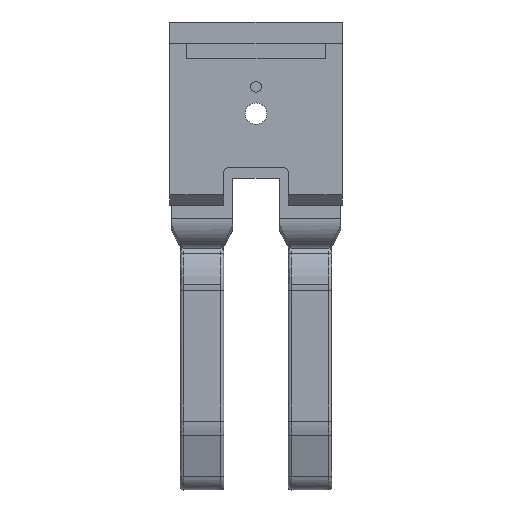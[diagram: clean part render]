
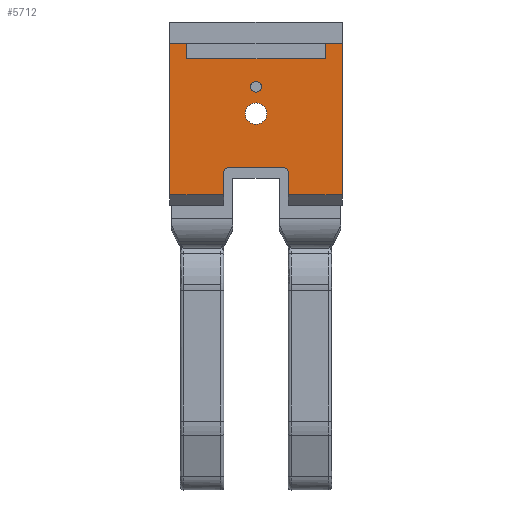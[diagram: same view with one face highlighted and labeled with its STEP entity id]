
A CAD part, top view. The second image highlights one B-rep face of the part: STEP entity #5712.
In plain terms, the highlighted planar face has unit normal (0, 0, 1).
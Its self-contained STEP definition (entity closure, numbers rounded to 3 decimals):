
#9 = CARTESIAN_POINT ( 'NONE',  ( 5.7, 10.006, 0.664 ) ) ;
#43 = LINE ( 'NONE', #9, #3234 ) ;
#81 = VERTEX_POINT ( 'NONE', #7330 ) ;
#147 = CARTESIAN_POINT ( 'NONE',  ( 6.5, 3.706, 0.664 ) ) ;
#206 = ORIENTED_EDGE ( 'NONE', *, *, #1098, .F. ) ;
#223 = LINE ( 'NONE', #147, #4818 ) ;
#272 = CARTESIAN_POINT ( 'NONE',  ( 6.5, 10.706, 0.664 ) ) ;
#302 = FACE_BOUND ( 'NONE', #7154, .T. ) ;
#433 = LINE ( 'NONE', #272, #3414 ) ;
#589 = CARTESIAN_POINT ( 'NONE',  ( 2.5, 8.706, 0.664 ) ) ;
#634 = VERTEX_POINT ( 'NONE', #7234 ) ;
#668 = DIRECTION ( 'NONE',  ( -1., 0., 0. ) ) ;
#719 = CIRCLE ( 'NONE', #1073, 0.25 ) ;
#741 = VERTEX_POINT ( 'NONE', #7343 ) ;
#785 = LINE ( 'NONE', #5099, #2569 ) ;
#881 = DIRECTION ( 'NONE',  ( -1., 0., 0. ) ) ;
#895 = CARTESIAN_POINT ( 'NONE',  ( 5.7, 10.006, 0.664 ) ) ;
#919 = CARTESIAN_POINT ( 'NONE',  ( 1.25, 4.706, 0.664 ) ) ;
#956 = ORIENTED_EDGE ( 'NONE', *, *, #6374, .F. ) ;
#987 = DIRECTION ( 'NONE',  ( -1., 0., 0. ) ) ;
#1073 = AXIS2_PLACEMENT_3D ( 'NONE', #6768, #3110, #7374 ) ;
#1098 = EDGE_CURVE ( 'NONE', #1330, #1296, #4059, .T. ) ;
#1123 = ORIENTED_EDGE ( 'NONE', *, *, #3948, .F. ) ;
#1206 = DIRECTION ( 'NONE',  ( 1., 0., 0. ) ) ;
#1220 = AXIS2_PLACEMENT_3D ( 'NONE', #919, #5133, #1524 ) ;
#1261 = EDGE_CURVE ( 'NONE', #3842, #7093, #785, .T. ) ;
#1296 = VERTEX_POINT ( 'NONE', #7565 ) ;
#1300 = DIRECTION ( 'NONE',  ( 0., -1., 0. ) ) ;
#1330 = VERTEX_POINT ( 'NONE', #3938 ) ;
#1387 = EDGE_CURVE ( 'NONE', #6886, #6255, #223, .T. ) ;
#1417 = VERTEX_POINT ( 'NONE', #4393 ) ;
#1438 = ORIENTED_EDGE ( 'NONE', *, *, #2953, .T. ) ;
#1439 = AXIS2_PLACEMENT_3D ( 'NONE', #5981, #2328, #6573 ) ;
#1450 = AXIS2_PLACEMENT_3D ( 'NONE', #2607, #6853, #3200 ) ;
#1486 = DIRECTION ( 'NONE',  ( -1., 0., 0. ) ) ;
#1497 = VERTEX_POINT ( 'NONE', #895 ) ;
#1513 = EDGE_CURVE ( 'NONE', #2727, #3842, #5707, .T. ) ;
#1524 = DIRECTION ( 'NONE',  ( 1., 0., 0. ) ) ;
#1545 = CARTESIAN_POINT ( 'NONE',  ( 6.5, 3.706, 0.664 ) ) ;
#1692 = FACE_OUTER_BOUND ( 'NONE', #4020, .T. ) ;
#1724 = DIRECTION ( 'NONE',  ( 0., -1., 0. ) ) ;
#1879 = LINE ( 'NONE', #4082, #3646 ) ;
#1992 = DIRECTION ( 'NONE',  ( 0., 0., 1. ) ) ;
#2002 = EDGE_CURVE ( 'NONE', #5560, #634, #433, .T. ) ;
#2057 = ORIENTED_EDGE ( 'NONE', *, *, #1387, .F. ) ;
#2066 = CIRCLE ( 'NONE', #1220, 0.25 ) ;
#2117 = VECTOR ( 'NONE', #6920, 1000. ) ;
#2130 = VERTEX_POINT ( 'NONE', #5874 ) ;
#2137 = DIRECTION ( 'NONE',  ( 0., -1., 0. ) ) ;
#2279 = DIRECTION ( 'NONE',  ( 0., 0., -1. ) ) ;
#2328 = DIRECTION ( 'NONE',  ( 0., 0., 1. ) ) ;
#2433 = CARTESIAN_POINT ( 'NONE',  ( 6.5, 3.706, 0.664 ) ) ;
#2569 = VECTOR ( 'NONE', #1486, 1000. ) ;
#2589 = CARTESIAN_POINT ( 'NONE',  ( 2.25, 8.706, 0.664 ) ) ;
#2607 = CARTESIAN_POINT ( 'NONE',  ( 2.5, 7.456, 0.664 ) ) ;
#2630 = ORIENTED_EDGE ( 'NONE', *, *, #7717, .F. ) ;
#2696 = VECTOR ( 'NONE', #668, 1000. ) ;
#2698 = DIRECTION ( 'NONE',  ( 0., -1., 0. ) ) ;
#2704 = EDGE_CURVE ( 'NONE', #7619, #7306, #719, .T. ) ;
#2708 = VECTOR ( 'NONE', #2137, 1000. ) ;
#2727 = VERTEX_POINT ( 'NONE', #5575 ) ;
#2842 = EDGE_CURVE ( 'NONE', #741, #1497, #43, .T. ) ;
#2953 = EDGE_CURVE ( 'NONE', #4143, #1417, #7526, .T. ) ;
#2974 = DIRECTION ( 'NONE',  ( 0., 1., 0. ) ) ;
#3110 = DIRECTION ( 'NONE',  ( 0., 0., 1. ) ) ;
#3135 = CARTESIAN_POINT ( 'NONE',  ( 1., 3.706, 0.664 ) ) ;
#3200 = DIRECTION ( 'NONE',  ( 1., 0., 0. ) ) ;
#3234 = VECTOR ( 'NONE', #4227, 1000. ) ;
#3250 = ORIENTED_EDGE ( 'NONE', *, *, #2842, .F. ) ;
#3374 = CARTESIAN_POINT ( 'NONE',  ( 3.75, 4.956, 0.664 ) ) ;
#3414 = VECTOR ( 'NONE', #881, 1000. ) ;
#3440 = PLANE ( 'NONE',  #3812 ) ;
#3646 = VECTOR ( 'NONE', #1724, 1000. ) ;
#3689 = EDGE_CURVE ( 'NONE', #7306, #7619, #5825, .T. ) ;
#3748 = ORIENTED_EDGE ( 'NONE', *, *, #6027, .T. ) ;
#3812 = AXIS2_PLACEMENT_3D ( 'NONE', #5929, #2279, #6530 ) ;
#3842 = VERTEX_POINT ( 'NONE', #3135 ) ;
#3870 = ORIENTED_EDGE ( 'NONE', *, *, #1513, .F. ) ;
#3890 = LINE ( 'NONE', #5713, #2117 ) ;
#3899 = CARTESIAN_POINT ( 'NONE',  ( -1.5, 3.706, 0.664 ) ) ;
#3938 = CARTESIAN_POINT ( 'NONE',  ( 2., 7.456, 0.664 ) ) ;
#3948 = EDGE_CURVE ( 'NONE', #6255, #2130, #3890, .T. ) ;
#4020 = EDGE_LOOP ( 'NONE', ( #3250, #956, #7641, #3748, #6921, #3870, #6881, #7145, #6748, #1123, #2057, #2630, #1438, #6135 ) ) ;
#4059 = CIRCLE ( 'NONE', #1450, 0.5 ) ;
#4082 = CARTESIAN_POINT ( 'NONE',  ( -1.5, 3.706, 0.664 ) ) ;
#4098 = VECTOR ( 'NONE', #987, 1000. ) ;
#4143 = VERTEX_POINT ( 'NONE', #6122 ) ;
#4227 = DIRECTION ( 'NONE',  ( 1., 0., 0. ) ) ;
#4393 = CARTESIAN_POINT ( 'NONE',  ( 5.7, 10.706, 0.664 ) ) ;
#4601 = VERTEX_POINT ( 'NONE', #3374 ) ;
#4694 = VECTOR ( 'NONE', #2974, 1000. ) ;
#4708 = CIRCLE ( 'NONE', #5339, 0.25 ) ;
#4805 = DIRECTION ( 'NONE',  ( 0., 0., 1. ) ) ;
#4818 = VECTOR ( 'NONE', #5602, 1000. ) ;
#4901 = FACE_BOUND ( 'NONE', #7395, .T. ) ;
#4904 = CARTESIAN_POINT ( 'NONE',  ( -0.7, 10.006, 0.664 ) ) ;
#5089 = LINE ( 'NONE', #4904, #5456 ) ;
#5099 = CARTESIAN_POINT ( 'NONE',  ( 6.5, 3.706, 0.664 ) ) ;
#5133 = DIRECTION ( 'NONE',  ( 0., 0., 1. ) ) ;
#5339 = AXIS2_PLACEMENT_3D ( 'NONE', #5624, #1992, #6226 ) ;
#5368 = CARTESIAN_POINT ( 'NONE',  ( 5.7, 10.006, 0.664 ) ) ;
#5407 = EDGE_CURVE ( 'NONE', #2130, #4601, #4708, .T. ) ;
#5440 = CARTESIAN_POINT ( 'NONE',  ( 2.75, 8.706, 0.664 ) ) ;
#5444 = ORIENTED_EDGE ( 'NONE', *, *, #2704, .F. ) ;
#5456 = VECTOR ( 'NONE', #1300, 1000. ) ;
#5560 = VERTEX_POINT ( 'NONE', #7567 ) ;
#5575 = CARTESIAN_POINT ( 'NONE',  ( 1., 4.706, 0.664 ) ) ;
#5602 = DIRECTION ( 'NONE',  ( -1., 0., 0. ) ) ;
#5624 = CARTESIAN_POINT ( 'NONE',  ( 3.75, 4.706, 0.664 ) ) ;
#5707 = LINE ( 'NONE', #5730, #7296 ) ;
#5712 = ADVANCED_FACE ( 'NONE', ( #302, #4901, #1692 ), #3440, .F. ) ;
#5713 = CARTESIAN_POINT ( 'NONE',  ( 4., 3.206, 0.664 ) ) ;
#5730 = CARTESIAN_POINT ( 'NONE',  ( 1., 3.206, 0.664 ) ) ;
#5756 = LINE ( 'NONE', #6978, #4098 ) ;
#5825 = CIRCLE ( 'NONE', #6549, 0.25 ) ;
#5874 = CARTESIAN_POINT ( 'NONE',  ( 4., 4.706, 0.664 ) ) ;
#5929 = CARTESIAN_POINT ( 'NONE',  ( 6.5, 3.706, 0.664 ) ) ;
#5940 = LINE ( 'NONE', #1545, #2708 ) ;
#5981 = CARTESIAN_POINT ( 'NONE',  ( 2.5, 7.456, 0.664 ) ) ;
#6027 = EDGE_CURVE ( 'NONE', #634, #7093, #1879, .T. ) ;
#6054 = ORIENTED_EDGE ( 'NONE', *, *, #7208, .F. ) ;
#6084 = EDGE_CURVE ( 'NONE', #1497, #1417, #6348, .T. ) ;
#6122 = CARTESIAN_POINT ( 'NONE',  ( 6.5, 10.706, 0.664 ) ) ;
#6135 = ORIENTED_EDGE ( 'NONE', *, *, #6084, .F. ) ;
#6226 = DIRECTION ( 'NONE',  ( 1., 0., 0. ) ) ;
#6239 = CARTESIAN_POINT ( 'NONE',  ( 4., 3.706, 0.664 ) ) ;
#6255 = VERTEX_POINT ( 'NONE', #6239 ) ;
#6344 = EDGE_CURVE ( 'NONE', #81, #2727, #2066, .T. ) ;
#6348 = LINE ( 'NONE', #5368, #4694 ) ;
#6374 = EDGE_CURVE ( 'NONE', #5560, #741, #5089, .T. ) ;
#6530 = DIRECTION ( 'NONE',  ( 0., 1., 0. ) ) ;
#6549 = AXIS2_PLACEMENT_3D ( 'NONE', #589, #4805, #1206 ) ;
#6573 = DIRECTION ( 'NONE',  ( 1., 0., 0. ) ) ;
#6686 = CIRCLE ( 'NONE', #1439, 0.5 ) ;
#6748 = ORIENTED_EDGE ( 'NONE', *, *, #5407, .F. ) ;
#6768 = CARTESIAN_POINT ( 'NONE',  ( 2.5, 8.706, 0.664 ) ) ;
#6853 = DIRECTION ( 'NONE',  ( 0., 0., 1. ) ) ;
#6881 = ORIENTED_EDGE ( 'NONE', *, *, #6344, .F. ) ;
#6886 = VERTEX_POINT ( 'NONE', #2433 ) ;
#6920 = DIRECTION ( 'NONE',  ( 0., 1., 0. ) ) ;
#6921 = ORIENTED_EDGE ( 'NONE', *, *, #1261, .F. ) ;
#6978 = CARTESIAN_POINT ( 'NONE',  ( 3.75, 4.956, 0.664 ) ) ;
#7093 = VERTEX_POINT ( 'NONE', #3899 ) ;
#7145 = ORIENTED_EDGE ( 'NONE', *, *, #7753, .F. ) ;
#7154 = EDGE_LOOP ( 'NONE', ( #7725, #5444 ) ) ;
#7208 = EDGE_CURVE ( 'NONE', #1296, #1330, #6686, .T. ) ;
#7234 = CARTESIAN_POINT ( 'NONE',  ( -1.5, 10.706, 0.664 ) ) ;
#7296 = VECTOR ( 'NONE', #2698, 1000. ) ;
#7306 = VERTEX_POINT ( 'NONE', #5440 ) ;
#7327 = CARTESIAN_POINT ( 'NONE',  ( 6.5, 10.706, 0.664 ) ) ;
#7330 = CARTESIAN_POINT ( 'NONE',  ( 1.25, 4.956, 0.664 ) ) ;
#7343 = CARTESIAN_POINT ( 'NONE',  ( -0.7, 10.006, 0.664 ) ) ;
#7374 = DIRECTION ( 'NONE',  ( 1., 0., 0. ) ) ;
#7395 = EDGE_LOOP ( 'NONE', ( #6054, #206 ) ) ;
#7526 = LINE ( 'NONE', #7327, #2696 ) ;
#7565 = CARTESIAN_POINT ( 'NONE',  ( 3., 7.456, 0.664 ) ) ;
#7567 = CARTESIAN_POINT ( 'NONE',  ( -0.7, 10.706, 0.664 ) ) ;
#7619 = VERTEX_POINT ( 'NONE', #2589 ) ;
#7641 = ORIENTED_EDGE ( 'NONE', *, *, #2002, .T. ) ;
#7717 = EDGE_CURVE ( 'NONE', #4143, #6886, #5940, .T. ) ;
#7725 = ORIENTED_EDGE ( 'NONE', *, *, #3689, .F. ) ;
#7753 = EDGE_CURVE ( 'NONE', #4601, #81, #5756, .T. ) ;
